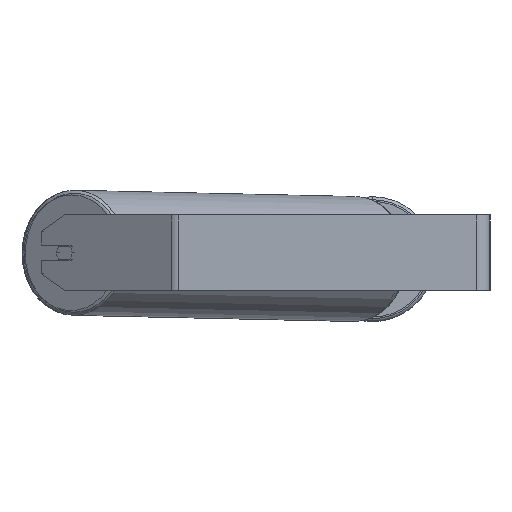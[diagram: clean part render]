
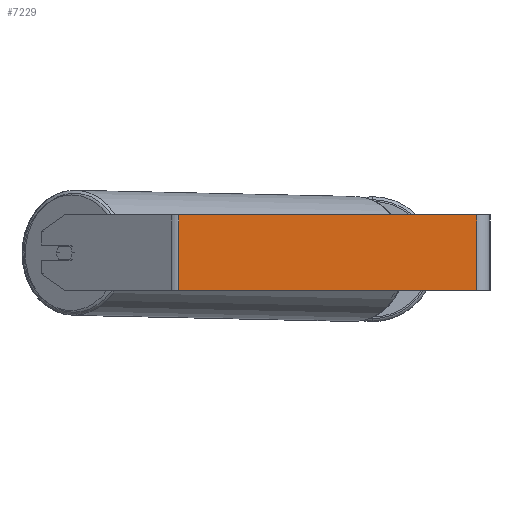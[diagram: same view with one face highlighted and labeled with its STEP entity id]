
A CAD part, left-side view. The second image highlights one B-rep face of the part: STEP entity #7229.
In plain terms, the highlighted planar face has unit normal (-1, 0, 0).
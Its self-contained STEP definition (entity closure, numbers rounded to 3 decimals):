
#77 = CARTESIAN_POINT ( 'NONE',  ( -840., 331.009, 40. ) ) ;
#353 = ORIENTED_EDGE ( 'NONE', *, *, #3602, .T. ) ;
#616 = ORIENTED_EDGE ( 'NONE', *, *, #6431, .F. ) ;
#894 = CARTESIAN_POINT ( 'NONE',  ( -840., 331.009, 40. ) ) ;
#1165 = VECTOR ( 'NONE', #4591, 1000. ) ;
#1669 = DIRECTION ( 'NONE',  ( 0., -1., 0. ) ) ;
#1911 = DIRECTION ( 'NONE',  ( 1., 0., 0. ) ) ;
#1937 = EDGE_CURVE ( 'NONE', #4434, #4177, #3961, .T. ) ;
#2264 = CARTESIAN_POINT ( 'NONE',  ( -840., 14., 40. ) ) ;
#2266 = AXIS2_PLACEMENT_3D ( 'NONE', #5941, #1911, #5856 ) ;
#2377 = VECTOR ( 'NONE', #3132, 1000. ) ;
#2683 = ORIENTED_EDGE ( 'NONE', *, *, #1937, .F. ) ;
#3132 = DIRECTION ( 'NONE',  ( 0., -1., 0. ) ) ;
#3565 = LINE ( 'NONE', #77, #7353 ) ;
#3602 = EDGE_CURVE ( 'NONE', #4434, #6982, #3565, .T. ) ;
#3609 = LINE ( 'NONE', #4277, #3848 ) ;
#3733 = CARTESIAN_POINT ( 'NONE',  ( -840., 14., -40. ) ) ;
#3841 = CARTESIAN_POINT ( 'NONE',  ( -840., 335.424, 40. ) ) ;
#3848 = VECTOR ( 'NONE', #1669, 1000. ) ;
#3920 = CARTESIAN_POINT ( 'NONE',  ( -840., 14., 40. ) ) ;
#3961 = LINE ( 'NONE', #3841, #2377 ) ;
#4177 = VERTEX_POINT ( 'NONE', #2264 ) ;
#4186 = EDGE_LOOP ( 'NONE', ( #4730, #616, #2683, #353 ) ) ;
#4277 = CARTESIAN_POINT ( 'NONE',  ( -840., 335.424, -40. ) ) ;
#4434 = VERTEX_POINT ( 'NONE', #894 ) ;
#4525 = FACE_OUTER_BOUND ( 'NONE', #4186, .T. ) ;
#4591 = DIRECTION ( 'NONE',  ( 0., 0., -1. ) ) ;
#4730 = ORIENTED_EDGE ( 'NONE', *, *, #6792, .T. ) ;
#5326 = CARTESIAN_POINT ( 'NONE',  ( -840., 331.009, -40. ) ) ;
#5856 = DIRECTION ( 'NONE',  ( 0., 0., -1. ) ) ;
#5941 = CARTESIAN_POINT ( 'NONE',  ( -840., 335.424, 40. ) ) ;
#6431 = EDGE_CURVE ( 'NONE', #4177, #7225, #7337, .T. ) ;
#6792 = EDGE_CURVE ( 'NONE', #6982, #7225, #3609, .T. ) ;
#6982 = VERTEX_POINT ( 'NONE', #5326 ) ;
#7225 = VERTEX_POINT ( 'NONE', #3733 ) ;
#7229 = ADVANCED_FACE ( 'NONE', ( #4525 ), #7899, .F. ) ;
#7337 = LINE ( 'NONE', #3920, #1165 ) ;
#7353 = VECTOR ( 'NONE', #8273, 1000. ) ;
#7899 = PLANE ( 'NONE',  #2266 ) ;
#8273 = DIRECTION ( 'NONE',  ( 0., 0., -1. ) ) ;
